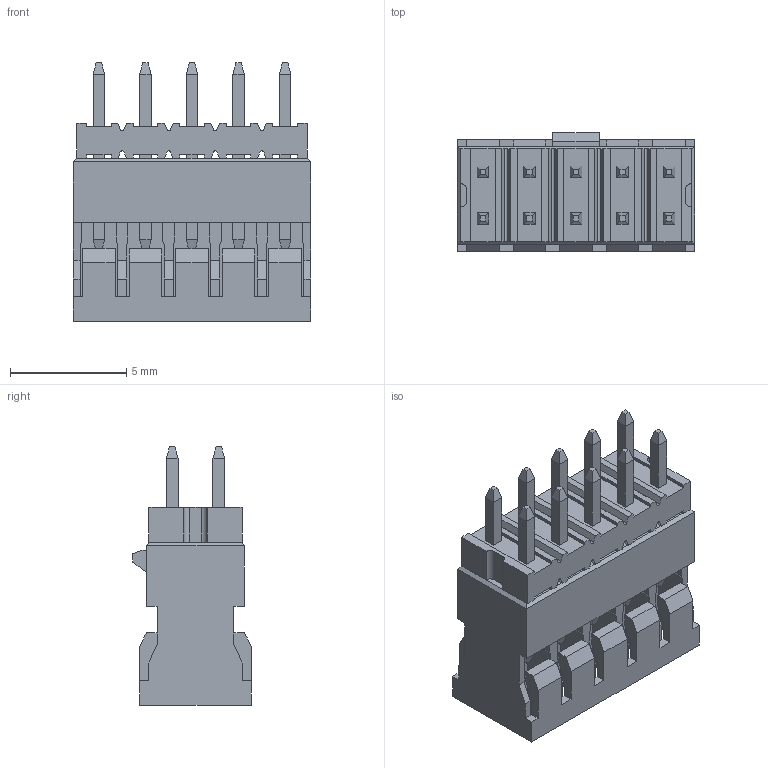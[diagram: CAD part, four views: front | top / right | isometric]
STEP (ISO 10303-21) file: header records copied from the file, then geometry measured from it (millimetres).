
FILE_DESCRIPTION(('FreeCAD Model'),'2;1');
FILE_NAME('Open CASCADE Shape Model','2023-05-08T10:07:00',(''),(''), 'Open CASCADE STEP processor 7.6','FreeCAD','Unknown');
FILE_SCHEMA(('AUTOMOTIVE_DESIGN { 1 0 10303 214 1 1 1 1 }'));
Length unit declared in the file: millimetre
Products named in the file (1): Compound001
Bounding box: 10.2 x 5.1 x 11.1 mm (x, y, z)
Volume: 209.4 mm3; surface area: 954.5 mm2
Topology: 2 solids, 2 shells, 598 faces, 1602 edges, 1060 vertices
Faces by surface type: plane 586, cylinder 12
Entity records: 18825 total; most frequent: ORIENTED_EDGE 3164, PCURVE 3164, LINE 2352, CARTESIAN_POINT 1949, EDGE_CURVE 1582, SURFACE_CURVE 1582, VERTEX_POINT 1000, DEFINITIONAL_REPRESENTATION 810
